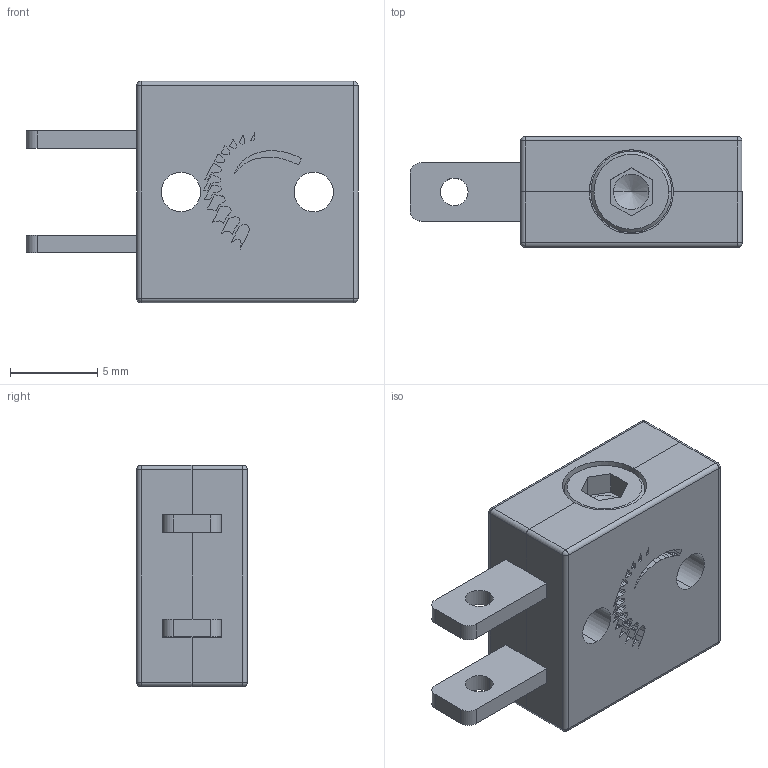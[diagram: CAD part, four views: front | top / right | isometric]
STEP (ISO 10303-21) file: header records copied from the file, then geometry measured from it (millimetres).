
FILE_DESCRIPTION(/* description */ (''),/* implementation_level */ '2;1');
FILE_NAME(/* name */ 'Mini_Power_Switch-FingerTech.step',/* time_stamp */ '2023-06-01T18:06:53-04:00',/* author */ (''),/* organization */ (''),/* preprocessor_version */ 'ST-DEVELOPER v19.2',/* originating_system */ 'Autodesk Translation Framework v12.6.0.85',/* authorisation */ '');
FILE_SCHEMA (('AUTOMOTIVE_DESIGN { 1 0 10303 214 3 1 1 }'));
Length unit declared in the file: inch
Products named in the file (6): Mini_Power_Switch; Mini_Power_Switch_1; switch half R1.1; copper tab_through hole; copper tab; SHCS 4-40x375_HX-SHCS 0.112-40x0.375x0.375-S
Assembly tree (6 placements, depth 3):
  Mini_Power_Switch
    Mini_Power_Switch_1
      switch half R1.1  x2
      copper tab_through hole
      copper tab
      SHCS 4-40x375_HX-SHCS 0.112-40x0.375x0.375-S
Bounding box: 19.05 x 6.35 x 12.7 mm (x, y, z)
Surface area: 1814.9 mm2 (no closed solid volume)
Topology: 0 solids, 764 shells, 764 faces, 4037 edges, 4027 vertices
Faces by surface type: plane 576, cylinder 100, cone 78, sphere 8, torus 2
Entity records: 24255 total; most frequent: CARTESIAN_POINT 5116, DIRECTION 3654, VERTEX_POINT 2325, EDGE_CURVE 2325, ORIENTED_EDGE 2325, LINE 1928, VECTOR 1928, AXIS2_PLACEMENT_3D 863
